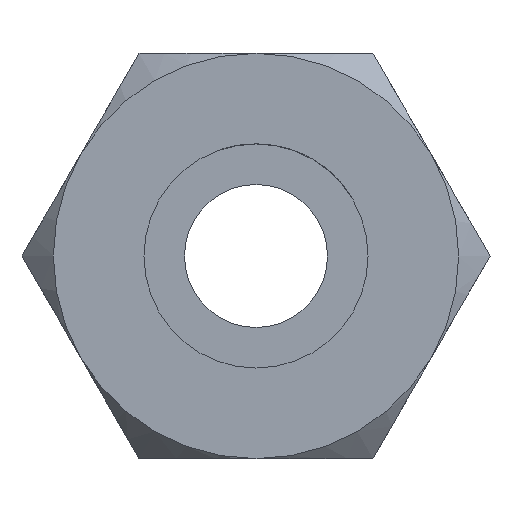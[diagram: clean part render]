
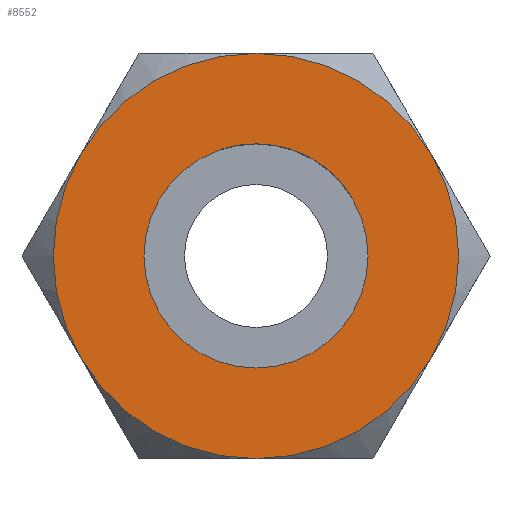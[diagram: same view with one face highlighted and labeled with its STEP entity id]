
A CAD part, left-side view. The second image highlights one B-rep face of the part: STEP entity #8552.
In plain terms, the highlighted planar face has unit normal (-1, 0, 0).
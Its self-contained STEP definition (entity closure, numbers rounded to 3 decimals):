
#90 = CIRCLE ( 'NONE', #238, 8.5 ) ;
#186 = ORIENTED_EDGE ( 'NONE', *, *, #6422, .F. ) ;
#238 = AXIS2_PLACEMENT_3D ( 'NONE', #488, #7137, #5067 ) ;
#396 = DIRECTION ( 'NONE',  ( 0., 0., 1. ) ) ;
#488 = CARTESIAN_POINT ( 'NONE',  ( 30., 0., 0. ) ) ;
#594 = DIRECTION ( 'NONE',  ( 0., 0., 1. ) ) ;
#903 = AXIS2_PLACEMENT_3D ( 'NONE', #2735, #1380, #2029 ) ;
#1380 = DIRECTION ( 'NONE',  ( 1., 0., 0. ) ) ;
#1470 = CARTESIAN_POINT ( 'NONE',  ( 30., 0., 0. ) ) ;
#1484 = AXIS2_PLACEMENT_3D ( 'NONE', #5011, #7689, #1725 ) ;
#1491 = CARTESIAN_POINT ( 'NONE',  ( 30., 0., 0. ) ) ;
#1609 = DIRECTION ( 'NONE',  ( 1., 0., 0. ) ) ;
#1610 = CIRCLE ( 'NONE', #2311, 8.5 ) ;
#1631 = AXIS2_PLACEMENT_3D ( 'NONE', #7723, #1757, #396 ) ;
#1725 = DIRECTION ( 'NONE',  ( 0., 0., -1. ) ) ;
#1757 = DIRECTION ( 'NONE',  ( -1., 0., 0. ) ) ;
#1998 = EDGE_LOOP ( 'NONE', ( #4864, #5209 ) ) ;
#2029 = DIRECTION ( 'NONE',  ( 0., 0., -1. ) ) ;
#2131 = VERTEX_POINT ( 'NONE', #8026 ) ;
#2153 = AXIS2_PLACEMENT_3D ( 'NONE', #1491, #4246, #6122 ) ;
#2311 = AXIS2_PLACEMENT_3D ( 'NONE', #7811, #2460, #594 ) ;
#2352 = DIRECTION ( 'NONE',  ( 0., 0., -1. ) ) ;
#2460 = DIRECTION ( 'NONE',  ( -1., 0., 0. ) ) ;
#2700 = EDGE_CURVE ( 'NONE', #7756, #3029, #6056, .T. ) ;
#2735 = CARTESIAN_POINT ( 'NONE',  ( 30., 0., 0. ) ) ;
#3027 = AXIS2_PLACEMENT_3D ( 'NONE', #1470, #7310, #8140 ) ;
#3029 = VERTEX_POINT ( 'NONE', #7245 ) ;
#3256 = VERTEX_POINT ( 'NONE', #4225 ) ;
#3349 = CARTESIAN_POINT ( 'NONE',  ( 30., 0., 8.5 ) ) ;
#3664 = CARTESIAN_POINT ( 'NONE',  ( 30., 0., 0. ) ) ;
#3727 = CIRCLE ( 'NONE', #1484, 8.5 ) ;
#3874 = CIRCLE ( 'NONE', #1631, 4.7 ) ;
#4039 = CARTESIAN_POINT ( 'NONE',  ( 30., -7.361, 4.25 ) ) ;
#4139 = EDGE_CURVE ( 'NONE', #2131, #7071, #5931, .T. ) ;
#4150 = PLANE ( 'NONE',  #6233 ) ;
#4225 = CARTESIAN_POINT ( 'NONE',  ( 30., 7.361, 4.25 ) ) ;
#4246 = DIRECTION ( 'NONE',  ( -1., 0., 0. ) ) ;
#4384 = ORIENTED_EDGE ( 'NONE', *, *, #7116, .F. ) ;
#4632 = EDGE_CURVE ( 'NONE', #6277, #3256, #1610, .T. ) ;
#4843 = CARTESIAN_POINT ( 'NONE',  ( 30., 0., 4.7 ) ) ;
#4864 = ORIENTED_EDGE ( 'NONE', *, *, #7766, .F. ) ;
#4974 = DIRECTION ( 'NONE',  ( 1., 0., 0. ) ) ;
#4975 = CIRCLE ( 'NONE', #3027, 8.5 ) ;
#5011 = CARTESIAN_POINT ( 'NONE',  ( 30., 0., 0. ) ) ;
#5067 = DIRECTION ( 'NONE',  ( 0., 0., -1. ) ) ;
#5099 = CARTESIAN_POINT ( 'NONE',  ( 30., -7.361, -4.25 ) ) ;
#5206 = EDGE_CURVE ( 'NONE', #8177, #7462, #90, .T. ) ;
#5209 = ORIENTED_EDGE ( 'NONE', *, *, #4139, .F. ) ;
#5541 = FACE_BOUND ( 'NONE', #1998, .T. ) ;
#5931 = CIRCLE ( 'NONE', #2153, 4.7 ) ;
#6056 = CIRCLE ( 'NONE', #903, 8.5 ) ;
#6062 = EDGE_CURVE ( 'NONE', #3029, #3256, #6078, .T. ) ;
#6078 = CIRCLE ( 'NONE', #6630, 8.5 ) ;
#6113 = ORIENTED_EDGE ( 'NONE', *, *, #4632, .T. ) ;
#6122 = DIRECTION ( 'NONE',  ( 0., 0., 1. ) ) ;
#6233 = AXIS2_PLACEMENT_3D ( 'NONE', #3664, #4974, #2352 ) ;
#6277 = VERTEX_POINT ( 'NONE', #3349 ) ;
#6422 = EDGE_CURVE ( 'NONE', #7462, #7756, #3727, .T. ) ;
#6630 = AXIS2_PLACEMENT_3D ( 'NONE', #7569, #1609, #7616 ) ;
#6812 = EDGE_LOOP ( 'NONE', ( #7776, #186, #7107, #4384, #6113, #7797 ) ) ;
#7071 = VERTEX_POINT ( 'NONE', #4843 ) ;
#7107 = ORIENTED_EDGE ( 'NONE', *, *, #5206, .F. ) ;
#7116 = EDGE_CURVE ( 'NONE', #6277, #8177, #4975, .T. ) ;
#7137 = DIRECTION ( 'NONE',  ( 1., 0., 0. ) ) ;
#7245 = CARTESIAN_POINT ( 'NONE',  ( 30., 7.361, -4.25 ) ) ;
#7310 = DIRECTION ( 'NONE',  ( 1., 0., 0. ) ) ;
#7462 = VERTEX_POINT ( 'NONE', #5099 ) ;
#7569 = CARTESIAN_POINT ( 'NONE',  ( 30., 0., 0. ) ) ;
#7616 = DIRECTION ( 'NONE',  ( 0., 0., -1. ) ) ;
#7635 = CARTESIAN_POINT ( 'NONE',  ( 30., 0., -8.5 ) ) ;
#7689 = DIRECTION ( 'NONE',  ( 1., 0., 0. ) ) ;
#7723 = CARTESIAN_POINT ( 'NONE',  ( 30., 0., 0. ) ) ;
#7756 = VERTEX_POINT ( 'NONE', #7635 ) ;
#7766 = EDGE_CURVE ( 'NONE', #7071, #2131, #3874, .T. ) ;
#7776 = ORIENTED_EDGE ( 'NONE', *, *, #2700, .F. ) ;
#7797 = ORIENTED_EDGE ( 'NONE', *, *, #6062, .F. ) ;
#7811 = CARTESIAN_POINT ( 'NONE',  ( 30., 0., 0. ) ) ;
#8026 = CARTESIAN_POINT ( 'NONE',  ( 30., 0., -4.7 ) ) ;
#8140 = DIRECTION ( 'NONE',  ( 0., 0., -1. ) ) ;
#8177 = VERTEX_POINT ( 'NONE', #4039 ) ;
#8233 = FACE_OUTER_BOUND ( 'NONE', #6812, .T. ) ;
#8552 = ADVANCED_FACE ( 'NONE', ( #5541, #8233 ), #4150, .F. ) ;
